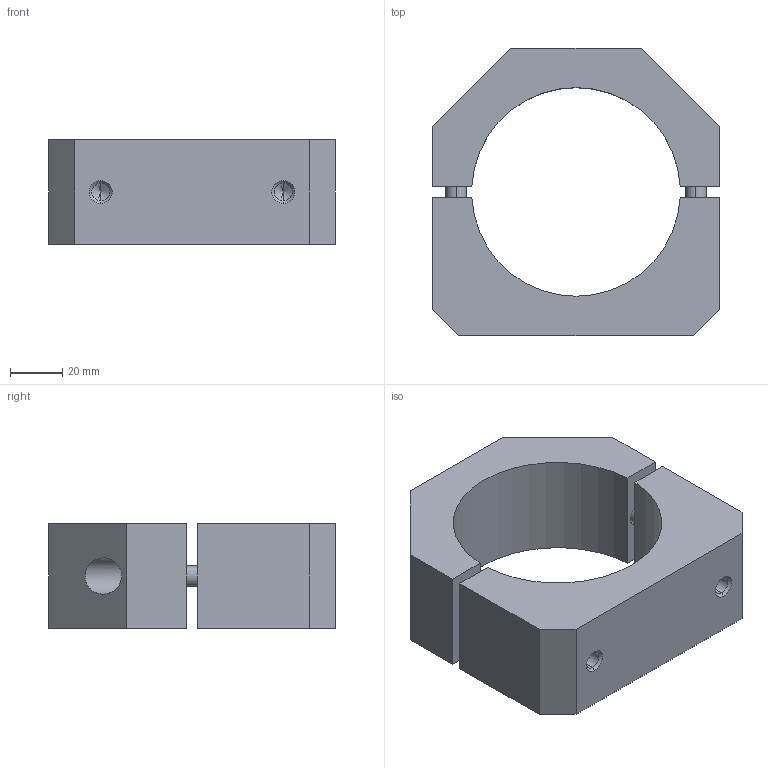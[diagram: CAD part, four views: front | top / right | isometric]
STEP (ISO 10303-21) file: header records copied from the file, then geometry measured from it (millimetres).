
FILE_DESCRIPTION (( 'STEP AP214' ), '1' );
FILE_NAME ('P8230.STEP', '2021-08-18T10:56:57', ( '' ), ( '' ), 'SwSTEP 2.0', 'SolidWorks 2019', '' );
FILE_SCHEMA (( 'AUTOMOTIVE_DESIGN' ));
Length unit declared in the file: millimetre
Products named in the file (1): P8230
Bounding box: 110 x 110 x 40 mm (x, y, z)
Volume: 232607.5 mm3; surface area: 46123.9 mm2
Topology: 4 solids, 4 shells, 90 faces, 204 edges, 124 vertices
Faces by surface type: plane 40, cylinder 26, cone 20, torus 4
Entity records: 3507 total; most frequent: DIRECTION 442, CARTESIAN_POINT 423, ORIENTED_EDGE 392, EDGE_CURVE 196, AXIS2_PLACEMENT_3D 159, LINE 124, VERTEX_POINT 124, VECTOR 124
